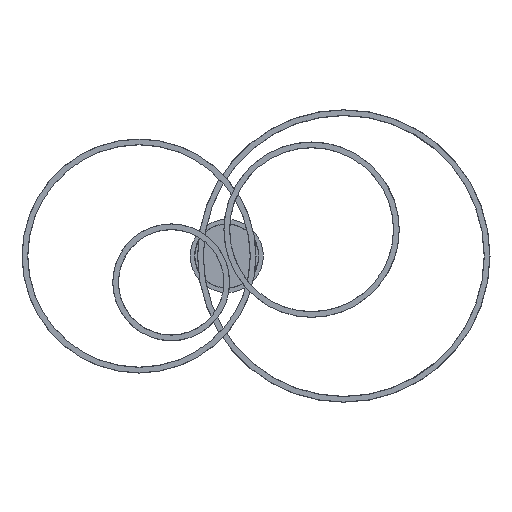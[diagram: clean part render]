
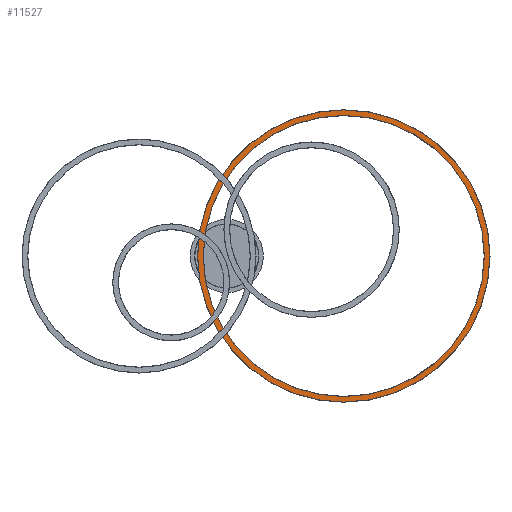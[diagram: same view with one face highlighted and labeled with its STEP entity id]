
A CAD part, front view. The second image highlights one B-rep face of the part: STEP entity #11527.
In plain terms, the highlighted planar face has unit normal (0, -1, 0).
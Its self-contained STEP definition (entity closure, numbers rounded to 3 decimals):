
#11342=CARTESIAN_POINT('',(0.,0.,0.));
#11343=DIRECTION('',(0.,-1.,0.));
#11344=DIRECTION('',(-1.,0.,0.));
#11345=AXIS2_PLACEMENT_3D('',#11342,#11343,#11344);
#11347=CARTESIAN_POINT('',(0.,0.,0.));
#11348=DIRECTION('',(0.,-1.,0.));
#11349=DIRECTION('',(1.,0.,0.));
#11350=AXIS2_PLACEMENT_3D('',#11347,#11348,#11349);
#11352=CARTESIAN_POINT('',(0.,0.,0.));
#11353=DIRECTION('',(0.,1.,0.));
#11354=DIRECTION('',(1.,0.,0.));
#11355=AXIS2_PLACEMENT_3D('',#11352,#11353,#11354);
#11357=CARTESIAN_POINT('',(0.,0.,0.));
#11358=DIRECTION('',(0.,1.,0.));
#11359=DIRECTION('',(-1.,0.,0.));
#11360=AXIS2_PLACEMENT_3D('',#11357,#11358,#11359);
#11494=CARTESIAN_POINT('',(-499.5,0.,0.));
#11495=CARTESIAN_POINT('',(499.5,0.,0.));
#11496=VERTEX_POINT('',#11494);
#11497=VERTEX_POINT('',#11495);
#11502=CARTESIAN_POINT('',(480.5,0.,0.));
#11503=CARTESIAN_POINT('',(-480.5,0.,0.));
#11504=VERTEX_POINT('',#11502);
#11505=VERTEX_POINT('',#11503);
#11510=CARTESIAN_POINT('',(0.,0.,0.));
#11511=DIRECTION('',(0.,1.,0.));
#11512=DIRECTION('',(1.,0.,0.));
#11513=AXIS2_PLACEMENT_3D('',#11510,#11511,#11512);
#11514=PLANE('',#11513);
#11516=ORIENTED_EDGE('',*,*,#11515,.F.);
#11518=ORIENTED_EDGE('',*,*,#11517,.F.);
#11519=EDGE_LOOP('',(#11516,#11518));
#11520=FACE_OUTER_BOUND('',#11519,.F.);
#11522=ORIENTED_EDGE('',*,*,#11521,.F.);
#11524=ORIENTED_EDGE('',*,*,#11523,.F.);
#11525=EDGE_LOOP('',(#11522,#11524));
#11526=FACE_BOUND('',#11525,.F.);
#11527=ADVANCED_FACE('',(#11520,#11526),#11514,.F.);
#11346=CIRCLE('',#11345,499.5);
#11351=CIRCLE('',#11350,499.5);
#11356=CIRCLE('',#11355,480.5);
#11361=CIRCLE('',#11360,480.5);
#11515=EDGE_CURVE('',#11496,#11497,#11346,.T.);
#11517=EDGE_CURVE('',#11497,#11496,#11351,.T.);
#11521=EDGE_CURVE('',#11504,#11505,#11356,.T.);
#11523=EDGE_CURVE('',#11505,#11504,#11361,.T.);
